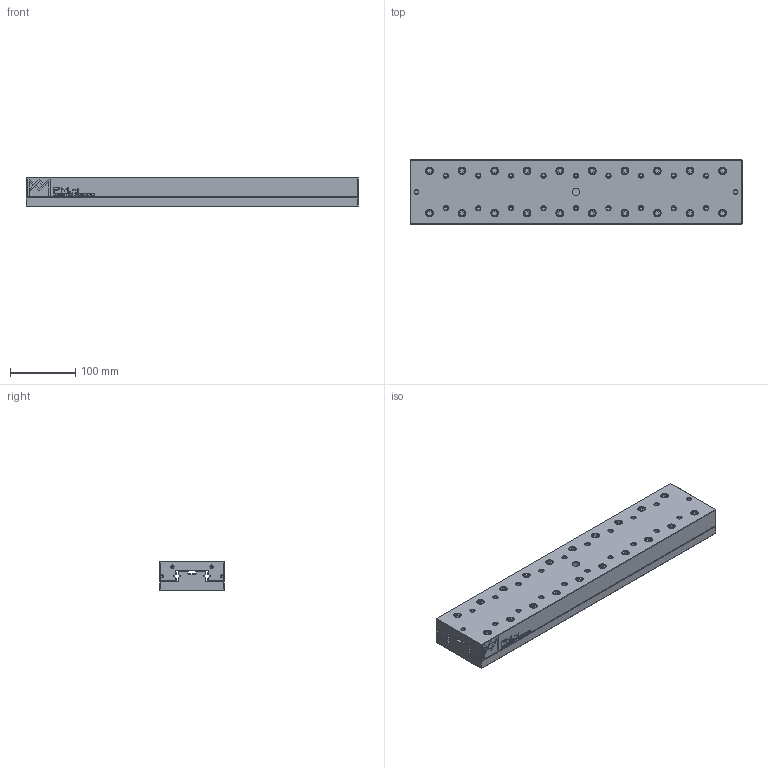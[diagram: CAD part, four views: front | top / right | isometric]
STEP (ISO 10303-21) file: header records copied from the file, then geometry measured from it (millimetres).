
FILE_DESCRIPTION(/* description */ (''),/* implementation_level */ '2;1');
FILE_NAME(/* name */ 'RT-6500_stp.stp',/* time_stamp */ '2024-10-04T12:22:22+02:00',/* author */ (''),/* organization */ (''),/* preprocessor_version */ 'ST-DEVELOPER v16.7',/* originating_system */ 'SIEMENS PLM Software NX 12.0',/* authorisation */ '');
FILE_SCHEMA (('AUTOMOTIVE_DESIGN { 1 0 10303 214 3 1 1 1 }'));
Length unit declared in the file: millimetre
Products named in the file (1): RT-6500_stp
Bounding box: 510 x 99.5 x 45 mm (x, y, z)
Volume: 2141221.9 mm3; surface area: 330785 mm2
Topology: 2 solids, 2 shells, 1482 faces, 3589 edges, 2309 vertices
Faces by surface type: plane 1000, bspline 180, cone 159, cylinder 143
Full cylindrical faces by diameter (mm): 4 x8, 6 x30, 6.8 x10, 10 x40, 11 x49
Entity records: 45937 total; most frequent: CARTESIAN_POINT 9489, ORIENTED_EDGE 6502, DIRECTION 5952, EDGE_CURVE 3251, LINE 2436, VECTOR 2436, VERTEX_POINT 2271, EDGE_LOOP 2030
